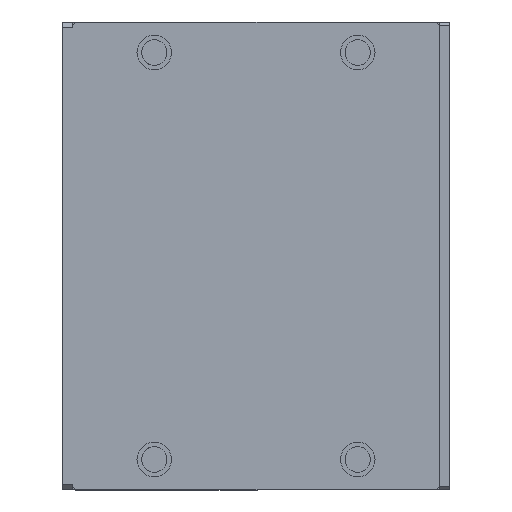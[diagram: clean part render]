
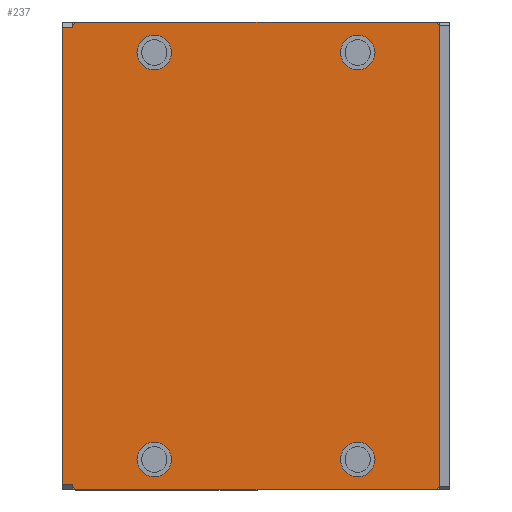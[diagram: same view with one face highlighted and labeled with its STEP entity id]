
A CAD part, left-side view. The second image highlights one B-rep face of the part: STEP entity #237.
In plain terms, the highlighted planar face has unit normal (-1, 0, 0).
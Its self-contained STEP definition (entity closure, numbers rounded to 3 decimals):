
#126 = LINE ( 'NONE', #164, #1491 ) ;
#138 = LINE ( 'NONE', #141, #1507 ) ;
#141 = CARTESIAN_POINT ( 'NONE',  ( -18., 4.85, 17.85 ) ) ;
#164 = CARTESIAN_POINT ( 'NONE',  ( -18., 1., -23. ) ) ;
#166 = DIRECTION ( 'NONE',  ( 0., 0.707, -0.707 ) ) ;
#181 = DIRECTION ( 'NONE',  ( 0., 0., 1. ) ) ;
#193 = EDGE_CURVE ( 'NONE', #2066, #2009, #2071, .T. ) ;
#237 = ADVANCED_FACE ( 'NONE', ( #3069, #3071, #3153, #3076, #3068 ), #3120, .F. ) ;
#275 = EDGE_CURVE ( 'NONE', #2401, #2401, #1604, .T. ) ;
#317 = EDGE_CURVE ( 'NONE', #1991, #2237, #126, .T. ) ;
#333 = EDGE_CURVE ( 'NONE', #2146, #2028, #138, .T. ) ;
#384 = EDGE_CURVE ( 'NONE', #2157, #2237, #1875, .T. ) ;
#392 = EDGE_CURVE ( 'NONE', #2070, #2061, #1837, .T. ) ;
#396 = EDGE_CURVE ( 'NONE', #2034, #2066, #1829, .T. ) ;
#422 = EDGE_CURVE ( 'NONE', #2238, #2070, #1310, .T. ) ;
#444 = EDGE_CURVE ( 'NONE', #2523, #2523, #1715, .T. ) ;
#453 = EDGE_CURVE ( 'NONE', #2061, #2146, #1190, .T. ) ;
#480 = EDGE_CURVE ( 'NONE', #2028, #2157, #1145, .T. ) ;
#487 = EDGE_CURVE ( 'NONE', #2543, #2543, #1766, .T. ) ;
#512 = EDGE_CURVE ( 'NONE', #2245, #2238, #1265, .T. ) ;
#514 = EDGE_CURVE ( 'NONE', #2009, #2245, #1076, .T. ) ;
#516 = EDGE_CURVE ( 'NONE', #1991, #2034, #1134, .T. ) ;
#549 = EDGE_CURVE ( 'NONE', #2541, #2541, #1395, .T. ) ;
#550 = DIRECTION ( 'NONE',  ( 0., -1., 0. ) ) ;
#595 = CARTESIAN_POINT ( 'NONE',  ( -18., -0.3, -23. ) ) ;
#607 = CARTESIAN_POINT ( 'NONE',  ( -18., -8., 20. ) ) ;
#608 = CARTESIAN_POINT ( 'NONE',  ( -18., -35.7, 23. ) ) ;
#610 = CARTESIAN_POINT ( 'NONE',  ( -18., 1., -22.5 ) ) ;
#616 = CARTESIAN_POINT ( 'NONE',  ( -18., -36., 22.7 ) ) ;
#624 = CARTESIAN_POINT ( 'NONE',  ( -18., 0., 22.7 ) ) ;
#629 = DIRECTION ( 'NONE',  ( -1., 0., 0. ) ) ;
#649 = CARTESIAN_POINT ( 'NONE',  ( -18., 0., -22.5 ) ) ;
#651 = CARTESIAN_POINT ( 'NONE',  ( -18., 0., -22.7 ) ) ;
#717 = ORIENTED_EDGE ( 'NONE', *, *, #480, .T. ) ;
#731 = ORIENTED_EDGE ( 'NONE', *, *, #396, .T. ) ;
#735 = ORIENTED_EDGE ( 'NONE', *, *, #453, .T. ) ;
#739 = ORIENTED_EDGE ( 'NONE', *, *, #422, .T. ) ;
#764 = ORIENTED_EDGE ( 'NONE', *, *, #512, .T. ) ;
#766 = ORIENTED_EDGE ( 'NONE', *, *, #514, .T. ) ;
#774 = ORIENTED_EDGE ( 'NONE', *, *, #317, .F. ) ;
#785 = ORIENTED_EDGE ( 'NONE', *, *, #193, .T. ) ;
#789 = EDGE_LOOP ( 'NONE', ( #904 ) ) ;
#790 = EDGE_LOOP ( 'NONE', ( #823 ) ) ;
#806 = ORIENTED_EDGE ( 'NONE', *, *, #487, .F. ) ;
#811 = EDGE_LOOP ( 'NONE', ( #774, #2806, #731, #785, #766, #764, #739, #944, #735, #2690, #717, #858 ) ) ;
#820 = EDGE_LOOP ( 'NONE', ( #2762 ) ) ;
#823 = ORIENTED_EDGE ( 'NONE', *, *, #549, .F. ) ;
#858 = ORIENTED_EDGE ( 'NONE', *, *, #384, .T. ) ;
#881 = EDGE_LOOP ( 'NONE', ( #806 ) ) ;
#904 = ORIENTED_EDGE ( 'NONE', *, *, #444, .F. ) ;
#944 = ORIENTED_EDGE ( 'NONE', *, *, #392, .T. ) ;
#1032 = DIRECTION ( 'NONE',  ( -1., 0., 0. ) ) ;
#1039 = CARTESIAN_POINT ( 'NONE',  ( -18., 0., 23. ) ) ;
#1049 = DIRECTION ( 'NONE',  ( -1., 0., 0. ) ) ;
#1070 = CARTESIAN_POINT ( 'NONE',  ( -18., 1., -22.5 ) ) ;
#1076 = LINE ( 'NONE', #1257, #1458 ) ;
#1098 = DIRECTION ( 'NONE',  ( 0., -1., 0. ) ) ;
#1134 = LINE ( 'NONE', #1070, #1448 ) ;
#1145 = LINE ( 'NONE', #1322, #1758 ) ;
#1149 = CARTESIAN_POINT ( 'NONE',  ( -18., -36., -23. ) ) ;
#1152 = DIRECTION ( 'NONE',  ( 0., -0.707, 0.707 ) ) ;
#1178 = CARTESIAN_POINT ( 'NONE',  ( -18., -8., -20. ) ) ;
#1190 = LINE ( 'NONE', #1039, #1728 ) ;
#1212 = DIRECTION ( 'NONE',  ( 0., -1., 0. ) ) ;
#1234 = DIRECTION ( 'NONE',  ( 0., 0., 1. ) ) ;
#1249 = DIRECTION ( 'NONE',  ( 0., -1., 0. ) ) ;
#1257 = CARTESIAN_POINT ( 'NONE',  ( -18., 0., -23. ) ) ;
#1259 = CARTESIAN_POINT ( 'NONE',  ( -18., -28., 20. ) ) ;
#1261 = DIRECTION ( 'NONE',  ( 0., 1., 0. ) ) ;
#1265 = LINE ( 'NONE', #1267, #1452 ) ;
#1267 = CARTESIAN_POINT ( 'NONE',  ( -18., -35.85, -22.85 ) ) ;
#1294 = DIRECTION ( 'NONE',  ( 0., 0., -1. ) ) ;
#1310 = LINE ( 'NONE', #1149, #1695 ) ;
#1322 = CARTESIAN_POINT ( 'NONE',  ( -18., 0., -23. ) ) ;
#1349 = DIRECTION ( 'NONE',  ( 0., -1., 0. ) ) ;
#1395 = CIRCLE ( 'NONE', #1413, 1.7 ) ;
#1413 = AXIS2_PLACEMENT_3D ( 'NONE', #607, #629, #550 ) ;
#1424 = VECTOR ( 'NONE', #2353, 1000. ) ;
#1448 = VECTOR ( 'NONE', #1249, 1000. ) ;
#1452 = VECTOR ( 'NONE', #1152, 1000. ) ;
#1458 = VECTOR ( 'NONE', #1098, 1000. ) ;
#1491 = VECTOR ( 'NONE', #181, 1000. ) ;
#1507 = VECTOR ( 'NONE', #166, 1000. ) ;
#1524 = AXIS2_PLACEMENT_3D ( 'NONE', #3073, #3080, #3072 ) ;
#1587 = AXIS2_PLACEMENT_3D ( 'NONE', #2651, #2634, #2645 ) ;
#1604 = CIRCLE ( 'NONE', #1587, 1.7 ) ;
#1651 = VECTOR ( 'NONE', #1857, 1000. ) ;
#1657 = VECTOR ( 'NONE', #1822, 1000. ) ;
#1663 = VECTOR ( 'NONE', #1968, 1000. ) ;
#1695 = VECTOR ( 'NONE', #1234, 1000. ) ;
#1715 = CIRCLE ( 'NONE', #1719, 1.7 ) ;
#1719 = AXIS2_PLACEMENT_3D ( 'NONE', #1178, #1032, #1349 ) ;
#1728 = VECTOR ( 'NONE', #1261, 1000. ) ;
#1758 = VECTOR ( 'NONE', #1294, 1000. ) ;
#1766 = CIRCLE ( 'NONE', #1769, 1.7 ) ;
#1769 = AXIS2_PLACEMENT_3D ( 'NONE', #1259, #1049, #1212 ) ;
#1822 = DIRECTION ( 'NONE',  ( 0., 0.707, 0.707 ) ) ;
#1826 = CARTESIAN_POINT ( 'NONE',  ( -18., -58.85, -0.15 ) ) ;
#1829 = LINE ( 'NONE', #1969, #1663 ) ;
#1837 = LINE ( 'NONE', #1826, #1657 ) ;
#1857 = DIRECTION ( 'NONE',  ( 0., 1., 0. ) ) ;
#1875 = LINE ( 'NONE', #1880, #1651 ) ;
#1880 = CARTESIAN_POINT ( 'NONE',  ( -18., 1., 22.5 ) ) ;
#1968 = DIRECTION ( 'NONE',  ( 0., 0., -1. ) ) ;
#1969 = CARTESIAN_POINT ( 'NONE',  ( -18., 0., -23. ) ) ;
#1991 = VERTEX_POINT ( 'NONE', #610 ) ;
#2009 = VERTEX_POINT ( 'NONE', #595 ) ;
#2028 = VERTEX_POINT ( 'NONE', #624 ) ;
#2034 = VERTEX_POINT ( 'NONE', #649 ) ;
#2061 = VERTEX_POINT ( 'NONE', #608 ) ;
#2066 = VERTEX_POINT ( 'NONE', #651 ) ;
#2070 = VERTEX_POINT ( 'NONE', #616 ) ;
#2071 = LINE ( 'NONE', #2352, #1424 ) ;
#2146 = VERTEX_POINT ( 'NONE', #2464 ) ;
#2157 = VERTEX_POINT ( 'NONE', #2455 ) ;
#2237 = VERTEX_POINT ( 'NONE', #2422 ) ;
#2238 = VERTEX_POINT ( 'NONE', #2421 ) ;
#2245 = VERTEX_POINT ( 'NONE', #2415 ) ;
#2352 = CARTESIAN_POINT ( 'NONE',  ( -18., -18.15, -40.85 ) ) ;
#2353 = DIRECTION ( 'NONE',  ( 0., -0.707, -0.707 ) ) ;
#2399 = CARTESIAN_POINT ( 'NONE',  ( -18., -29.7, -20. ) ) ;
#2401 = VERTEX_POINT ( 'NONE', #2399 ) ;
#2415 = CARTESIAN_POINT ( 'NONE',  ( -18., -35.7, -23. ) ) ;
#2421 = CARTESIAN_POINT ( 'NONE',  ( -18., -36., -22.7 ) ) ;
#2422 = CARTESIAN_POINT ( 'NONE',  ( -18., 1., 22.5 ) ) ;
#2455 = CARTESIAN_POINT ( 'NONE',  ( -18., 0., 22.5 ) ) ;
#2464 = CARTESIAN_POINT ( 'NONE',  ( -18., -0.3, 23. ) ) ;
#2484 = CARTESIAN_POINT ( 'NONE',  ( -18., -29.7, 20. ) ) ;
#2523 = VERTEX_POINT ( 'NONE', #2537 ) ;
#2528 = CARTESIAN_POINT ( 'NONE',  ( -18., -9.7, 20. ) ) ;
#2537 = CARTESIAN_POINT ( 'NONE',  ( -18., -9.7, -20. ) ) ;
#2541 = VERTEX_POINT ( 'NONE', #2528 ) ;
#2543 = VERTEX_POINT ( 'NONE', #2484 ) ;
#2634 = DIRECTION ( 'NONE',  ( -1., 0., 0. ) ) ;
#2645 = DIRECTION ( 'NONE',  ( 0., -1., 0. ) ) ;
#2651 = CARTESIAN_POINT ( 'NONE',  ( -18., -28., -20. ) ) ;
#2690 = ORIENTED_EDGE ( 'NONE', *, *, #333, .T. ) ;
#2762 = ORIENTED_EDGE ( 'NONE', *, *, #275, .F. ) ;
#2806 = ORIENTED_EDGE ( 'NONE', *, *, #516, .T. ) ;
#3068 = FACE_OUTER_BOUND ( 'NONE', #811, .T. ) ;
#3069 = FACE_BOUND ( 'NONE', #820, .T. ) ;
#3071 = FACE_BOUND ( 'NONE', #789, .T. ) ;
#3072 = DIRECTION ( 'NONE',  ( 0., 0., -1. ) ) ;
#3073 = CARTESIAN_POINT ( 'NONE',  ( -18., 1., -23. ) ) ;
#3076 = FACE_BOUND ( 'NONE', #881, .T. ) ;
#3080 = DIRECTION ( 'NONE',  ( 1., 0., 0. ) ) ;
#3120 = PLANE ( 'NONE',  #1524 ) ;
#3153 = FACE_BOUND ( 'NONE', #790, .T. ) ;
